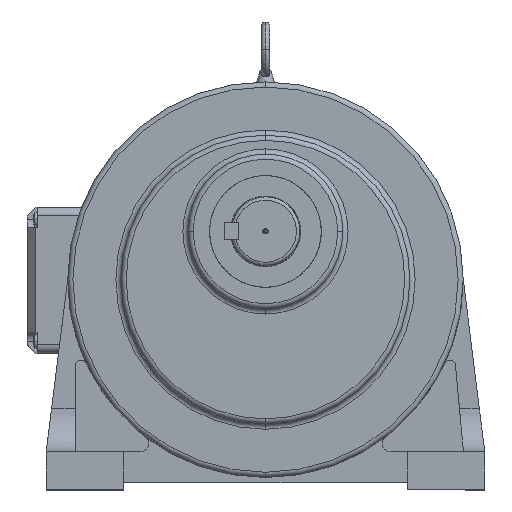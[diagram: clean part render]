
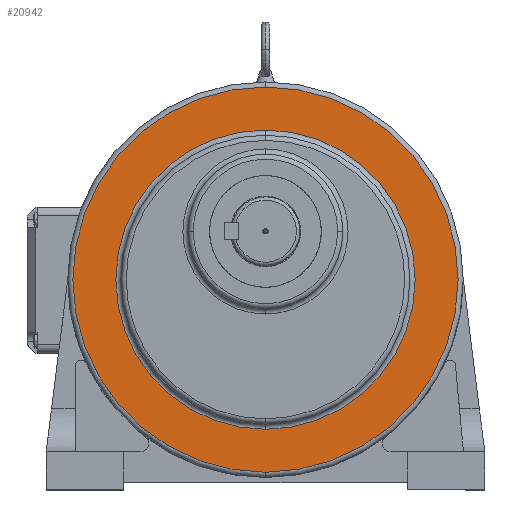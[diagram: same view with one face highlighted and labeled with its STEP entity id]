
A CAD part, top view. The second image highlights one B-rep face of the part: STEP entity #20942.
In plain terms, the highlighted face is planar.
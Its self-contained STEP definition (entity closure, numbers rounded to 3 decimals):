
#11043 = VERTEX_POINT ( 'NONE', #17126 ) ;
#11433 = VERTEX_POINT ( 'NONE', #17438 ) ;
#11450 = EDGE_CURVE ( 'NONE', #11433, #11043, #17558, .T. ) ;
#11754 = VERTEX_POINT ( 'NONE', #17813 ) ;
#12173 = VERTEX_POINT ( 'NONE', #18233 ) ;
#12233 = EDGE_CURVE ( 'NONE', #12173, #11754, #18280, .T. ) ;
#17126 = CARTESIAN_POINT ( 'NONE',  ( 105., -112., 0. ) ) ;
#17438 = CARTESIAN_POINT ( 'NONE',  ( 105., 112., 0. ) ) ;
#17544 = DIRECTION ( 'NONE',  ( 0., 1., 0. ) ) ;
#17546 = DIRECTION ( 'NONE',  ( 1., 0., 0. ) ) ;
#17548 = CARTESIAN_POINT ( 'NONE',  ( 105., 0., 0. ) ) ;
#17550 = AXIS2_PLACEMENT_3D ( 'NONE', #17548, #17546, #17544 ) ;
#17558 = CIRCLE ( 'NONE', #17550, 112. ) ;
#17813 = CARTESIAN_POINT ( 'NONE',  ( 105., -87., 0. ) ) ;
#18233 = CARTESIAN_POINT ( 'NONE',  ( 105., 87., 0. ) ) ;
#18269 = DIRECTION ( 'NONE',  ( 0., 1., 0. ) ) ;
#18270 = DIRECTION ( 'NONE',  ( -1., 0., 0. ) ) ;
#18271 = CARTESIAN_POINT ( 'NONE',  ( 105., 0., 0. ) ) ;
#18272 = AXIS2_PLACEMENT_3D ( 'NONE', #18271, #18270, #18269 ) ;
#18280 = CIRCLE ( 'NONE', #18272, 87. ) ;
#20573 = FACE_OUTER_BOUND ( 'NONE', #20617, .T. ) ;
#20602 = CIRCLE ( 'NONE', #20667, 87. ) ;
#20603 = DIRECTION ( 'NONE',  ( 0., 1., 0. ) ) ;
#20604 = DIRECTION ( 'NONE',  ( 1., 0., 0. ) ) ;
#20605 = AXIS2_PLACEMENT_3D ( 'NONE', #20628, #20604, #20603 ) ;
#20617 = EDGE_LOOP ( 'NONE', ( #21233, #21257 ) ) ;
#20628 = CARTESIAN_POINT ( 'NONE',  ( 105., 115., 0. ) ) ;
#20629 = PLANE ( 'NONE',  #20605 ) ;
#20631 = FACE_BOUND ( 'NONE', #20919, .T. ) ;
#20664 = DIRECTION ( 'NONE',  ( 0., 1., 0. ) ) ;
#20665 = DIRECTION ( 'NONE',  ( -1., 0., 0. ) ) ;
#20666 = CARTESIAN_POINT ( 'NONE',  ( 105., 0., 0. ) ) ;
#20667 = AXIS2_PLACEMENT_3D ( 'NONE', #20666, #20665, #20664 ) ;
#20672 = CIRCLE ( 'NONE', #20735, 112. ) ;
#20733 = DIRECTION ( 'NONE',  ( 0., 1., 0. ) ) ;
#20734 = DIRECTION ( 'NONE',  ( 1., 0., 0. ) ) ;
#20735 = AXIS2_PLACEMENT_3D ( 'NONE', #20743, #20734, #20733 ) ;
#20743 = CARTESIAN_POINT ( 'NONE',  ( 105., 0., 0. ) ) ;
#20919 = EDGE_LOOP ( 'NONE', ( #21195, #20983 ) ) ;
#20942 = ADVANCED_FACE ( 'NONE', ( #20631, #20573 ), #20629, .T. ) ;
#20983 = ORIENTED_EDGE ( 'NONE', *, *, #21025, .T. ) ;
#21025 = EDGE_CURVE ( 'NONE', #11754, #12173, #20602, .T. ) ;
#21195 = ORIENTED_EDGE ( 'NONE', *, *, #12233, .T. ) ;
#21225 = EDGE_CURVE ( 'NONE', #11043, #11433, #20672, .T. ) ;
#21233 = ORIENTED_EDGE ( 'NONE', *, *, #11450, .T. ) ;
#21257 = ORIENTED_EDGE ( 'NONE', *, *, #21225, .T. ) ;
